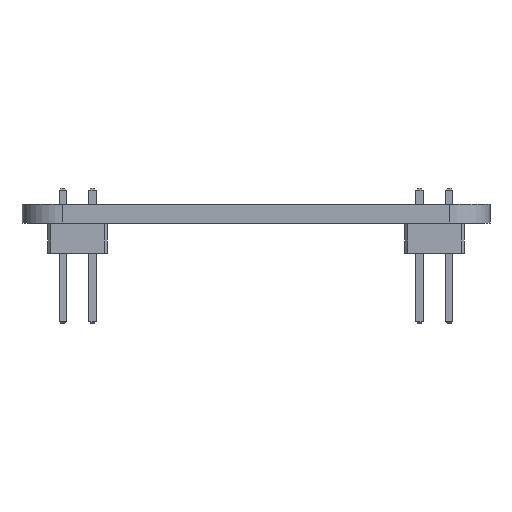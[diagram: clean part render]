
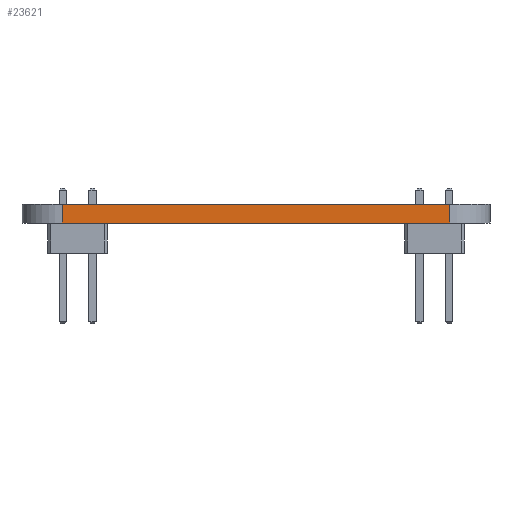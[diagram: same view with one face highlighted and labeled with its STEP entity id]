
A CAD part, front view. The second image highlights one B-rep face of the part: STEP entity #23621.
In plain terms, the highlighted planar face has unit normal (0, -1, 0).
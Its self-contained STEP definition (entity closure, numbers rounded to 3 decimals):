
#23503 = EDGE_CURVE('',#23504,#23506,#23508,.T.);
#23504 = VERTEX_POINT('',#23505);
#23505 = CARTESIAN_POINT('',(93.55,-122.25,0.));
#23506 = VERTEX_POINT('',#23507);
#23507 = CARTESIAN_POINT('',(93.55,-122.25,1.6));
#23508 = SURFACE_CURVE('',#23509,(#23513,#23525),.PCURVE_S1.);
#23509 = LINE('',#23510,#23511);
#23510 = CARTESIAN_POINT('',(93.55,-122.25,0.));
#23511 = VECTOR('',#23512,1.);
#23512 = DIRECTION('',(0.,0.,1.));
#23513 = PCURVE('',#23514,#23519);
#23514 = CYLINDRICAL_SURFACE('',#23515,3.45);
#23515 = AXIS2_PLACEMENT_3D('',#23516,#23517,#23518);
#23516 = CARTESIAN_POINT('',(93.55,-118.8,0.));
#23517 = DIRECTION('',(-0.,-0.,-1.));
#23518 = DIRECTION('',(1.,0.,-0.));
#23519 = DEFINITIONAL_REPRESENTATION('',(#23520),#23524);
#23520 = LINE('',#23521,#23522);
#23521 = CARTESIAN_POINT('',(-4.712,0.));
#23522 = VECTOR('',#23523,1.);
#23523 = DIRECTION('',(-0.,-1.));
#23524 = ( GEOMETRIC_REPRESENTATION_CONTEXT(2) 
PARAMETRIC_REPRESENTATION_CONTEXT() REPRESENTATION_CONTEXT('2D SPACE',''
  ) );
#23525 = PCURVE('',#23526,#23531);
#23526 = PLANE('',#23527);
#23527 = AXIS2_PLACEMENT_3D('',#23528,#23529,#23530);
#23528 = CARTESIAN_POINT('',(93.55,-122.25,0.));
#23529 = DIRECTION('',(0.,-1.,0.));
#23530 = DIRECTION('',(-1.,0.,0.));
#23531 = DEFINITIONAL_REPRESENTATION('',(#23532),#23536);
#23532 = LINE('',#23533,#23534);
#23533 = CARTESIAN_POINT('',(0.,-0.));
#23534 = VECTOR('',#23535,1.);
#23535 = DIRECTION('',(0.,-1.));
#23536 = ( GEOMETRIC_REPRESENTATION_CONTEXT(2) 
PARAMETRIC_REPRESENTATION_CONTEXT() REPRESENTATION_CONTEXT('2D SPACE',''
  ) );
#23555 = PLANE('',#23556);
#23556 = AXIS2_PLACEMENT_3D('',#23557,#23558,#23559);
#23557 = CARTESIAN_POINT('',(77.,-102.25,1.6));
#23558 = DIRECTION('',(0.,0.,1.));
#23559 = DIRECTION('',(1.,0.,-0.));
#23610 = PLANE('',#23611);
#23611 = AXIS2_PLACEMENT_3D('',#23612,#23613,#23614);
#23612 = CARTESIAN_POINT('',(77.,-102.25,0.));
#23613 = DIRECTION('',(0.,0.,1.));
#23614 = DIRECTION('',(1.,0.,-0.));
#23621 = ADVANCED_FACE('',(#23622),#23526,.T.);
#23622 = FACE_BOUND('',#23623,.T.);
#23623 = EDGE_LOOP('',(#23624,#23625,#23648,#23676));
#23624 = ORIENTED_EDGE('',*,*,#23503,.T.);
#23625 = ORIENTED_EDGE('',*,*,#23626,.T.);
#23626 = EDGE_CURVE('',#23506,#23627,#23629,.T.);
#23627 = VERTEX_POINT('',#23628);
#23628 = CARTESIAN_POINT('',(60.45,-122.25,1.6));
#23629 = SURFACE_CURVE('',#23630,(#23634,#23641),.PCURVE_S1.);
#23630 = LINE('',#23631,#23632);
#23631 = CARTESIAN_POINT('',(93.55,-122.25,1.6));
#23632 = VECTOR('',#23633,1.);
#23633 = DIRECTION('',(-1.,0.,0.));
#23634 = PCURVE('',#23526,#23635);
#23635 = DEFINITIONAL_REPRESENTATION('',(#23636),#23640);
#23636 = LINE('',#23637,#23638);
#23637 = CARTESIAN_POINT('',(0.,-1.6));
#23638 = VECTOR('',#23639,1.);
#23639 = DIRECTION('',(1.,0.));
#23640 = ( GEOMETRIC_REPRESENTATION_CONTEXT(2) 
PARAMETRIC_REPRESENTATION_CONTEXT() REPRESENTATION_CONTEXT('2D SPACE',''
  ) );
#23641 = PCURVE('',#23555,#23642);
#23642 = DEFINITIONAL_REPRESENTATION('',(#23643),#23647);
#23643 = LINE('',#23644,#23645);
#23644 = CARTESIAN_POINT('',(16.55,-20.));
#23645 = VECTOR('',#23646,1.);
#23646 = DIRECTION('',(-1.,0.));
#23647 = ( GEOMETRIC_REPRESENTATION_CONTEXT(2) 
PARAMETRIC_REPRESENTATION_CONTEXT() REPRESENTATION_CONTEXT('2D SPACE',''
  ) );
#23648 = ORIENTED_EDGE('',*,*,#23649,.F.);
#23649 = EDGE_CURVE('',#23650,#23627,#23652,.T.);
#23650 = VERTEX_POINT('',#23651);
#23651 = CARTESIAN_POINT('',(60.45,-122.25,0.));
#23652 = SURFACE_CURVE('',#23653,(#23657,#23664),.PCURVE_S1.);
#23653 = LINE('',#23654,#23655);
#23654 = CARTESIAN_POINT('',(60.45,-122.25,0.));
#23655 = VECTOR('',#23656,1.);
#23656 = DIRECTION('',(0.,0.,1.));
#23657 = PCURVE('',#23526,#23658);
#23658 = DEFINITIONAL_REPRESENTATION('',(#23659),#23663);
#23659 = LINE('',#23660,#23661);
#23660 = CARTESIAN_POINT('',(33.1,0.));
#23661 = VECTOR('',#23662,1.);
#23662 = DIRECTION('',(0.,-1.));
#23663 = ( GEOMETRIC_REPRESENTATION_CONTEXT(2) 
PARAMETRIC_REPRESENTATION_CONTEXT() REPRESENTATION_CONTEXT('2D SPACE',''
  ) );
#23664 = PCURVE('',#23665,#23670);
#23665 = CYLINDRICAL_SURFACE('',#23666,3.45);
#23666 = AXIS2_PLACEMENT_3D('',#23667,#23668,#23669);
#23667 = CARTESIAN_POINT('',(60.45,-118.8,0.));
#23668 = DIRECTION('',(-0.,-0.,-1.));
#23669 = DIRECTION('',(1.,0.,-0.));
#23670 = DEFINITIONAL_REPRESENTATION('',(#23671),#23675);
#23671 = LINE('',#23672,#23673);
#23672 = CARTESIAN_POINT('',(-4.712,0.));
#23673 = VECTOR('',#23674,1.);
#23674 = DIRECTION('',(-0.,-1.));
#23675 = ( GEOMETRIC_REPRESENTATION_CONTEXT(2) 
PARAMETRIC_REPRESENTATION_CONTEXT() REPRESENTATION_CONTEXT('2D SPACE',''
  ) );
#23676 = ORIENTED_EDGE('',*,*,#23677,.F.);
#23677 = EDGE_CURVE('',#23504,#23650,#23678,.T.);
#23678 = SURFACE_CURVE('',#23679,(#23683,#23690),.PCURVE_S1.);
#23679 = LINE('',#23680,#23681);
#23680 = CARTESIAN_POINT('',(93.55,-122.25,0.));
#23681 = VECTOR('',#23682,1.);
#23682 = DIRECTION('',(-1.,0.,0.));
#23683 = PCURVE('',#23526,#23684);
#23684 = DEFINITIONAL_REPRESENTATION('',(#23685),#23689);
#23685 = LINE('',#23686,#23687);
#23686 = CARTESIAN_POINT('',(0.,-0.));
#23687 = VECTOR('',#23688,1.);
#23688 = DIRECTION('',(1.,0.));
#23689 = ( GEOMETRIC_REPRESENTATION_CONTEXT(2) 
PARAMETRIC_REPRESENTATION_CONTEXT() REPRESENTATION_CONTEXT('2D SPACE',''
  ) );
#23690 = PCURVE('',#23610,#23691);
#23691 = DEFINITIONAL_REPRESENTATION('',(#23692),#23696);
#23692 = LINE('',#23693,#23694);
#23693 = CARTESIAN_POINT('',(16.55,-20.));
#23694 = VECTOR('',#23695,1.);
#23695 = DIRECTION('',(-1.,0.));
#23696 = ( GEOMETRIC_REPRESENTATION_CONTEXT(2) 
PARAMETRIC_REPRESENTATION_CONTEXT() REPRESENTATION_CONTEXT('2D SPACE',''
  ) );
